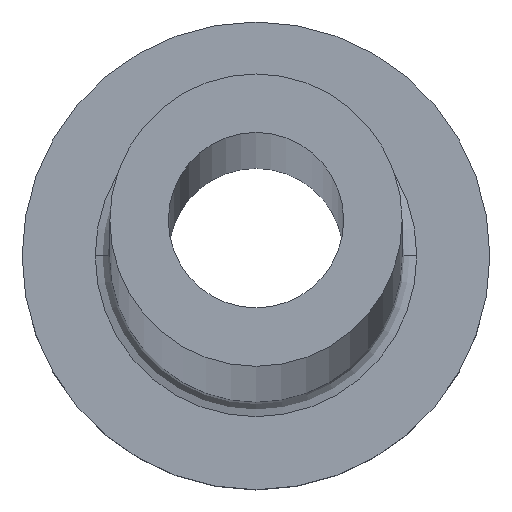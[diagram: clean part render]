
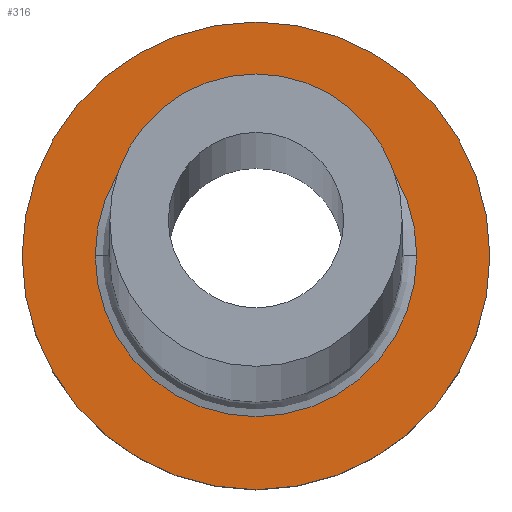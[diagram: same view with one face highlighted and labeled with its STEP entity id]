
A CAD part, top view. The second image highlights one B-rep face of the part: STEP entity #316.
In plain terms, the highlighted planar face has unit normal (0, 0, 1).
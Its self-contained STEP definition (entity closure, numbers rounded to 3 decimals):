
#2 = AXIS2_PLACEMENT_3D ( 'NONE', #298, #148, #138 ) ;
#5 = DIRECTION ( 'NONE',  ( 0., 0., -1. ) ) ;
#14 = EDGE_CURVE ( 'NONE', #303, #293, #174, .T. ) ;
#26 = CIRCLE ( 'NONE', #279, 8. ) ;
#31 = VERTEX_POINT ( 'NONE', #296 ) ;
#36 = DIRECTION ( 'NONE',  ( 1., 0., 0. ) ) ;
#38 = CIRCLE ( 'NONE', #312, 5.5 ) ;
#40 = CARTESIAN_POINT ( 'NONE',  ( -5.5, 0., 5. ) ) ;
#44 = CARTESIAN_POINT ( 'NONE',  ( -8., 0., 5. ) ) ;
#54 = EDGE_CURVE ( 'NONE', #293, #303, #26, .T. ) ;
#64 = ORIENTED_EDGE ( 'NONE', *, *, #14, .T. ) ;
#72 = FACE_OUTER_BOUND ( 'NONE', #347, .T. ) ;
#79 = ORIENTED_EDGE ( 'NONE', *, *, #54, .T. ) ;
#84 = DIRECTION ( 'NONE',  ( 0., 0., 1. ) ) ;
#107 = CARTESIAN_POINT ( 'NONE',  ( 0., 0., 5. ) ) ;
#108 = CIRCLE ( 'NONE', #2, 5.5 ) ;
#113 = DIRECTION ( 'NONE',  ( 1., 0., 0. ) ) ;
#131 = FACE_BOUND ( 'NONE', #150, .T. ) ;
#134 = EDGE_CURVE ( 'NONE', #197, #31, #108, .T. ) ;
#138 = DIRECTION ( 'NONE',  ( 1., 0., 0. ) ) ;
#145 = DIRECTION ( 'NONE',  ( 0., 0., 1. ) ) ;
#148 = DIRECTION ( 'NONE',  ( 0., 0., -1. ) ) ;
#150 = EDGE_LOOP ( 'NONE', ( #230, #209 ) ) ;
#162 = CARTESIAN_POINT ( 'NONE',  ( 0., 0., 5. ) ) ;
#170 = AXIS2_PLACEMENT_3D ( 'NONE', #107, #145, #113 ) ;
#174 = CIRCLE ( 'NONE', #170, 8. ) ;
#195 = CARTESIAN_POINT ( 'NONE',  ( 0., 0., 5. ) ) ;
#197 = VERTEX_POINT ( 'NONE', #40 ) ;
#209 = ORIENTED_EDGE ( 'NONE', *, *, #134, .T. ) ;
#212 = PLANE ( 'NONE',  #260 ) ;
#230 = ORIENTED_EDGE ( 'NONE', *, *, #295, .T. ) ;
#249 = CARTESIAN_POINT ( 'NONE',  ( 0., 0., 5. ) ) ;
#260 = AXIS2_PLACEMENT_3D ( 'NONE', #249, #361, #339 ) ;
#279 = AXIS2_PLACEMENT_3D ( 'NONE', #195, #84, #321 ) ;
#281 = CARTESIAN_POINT ( 'NONE',  ( 8., 0., 5. ) ) ;
#293 = VERTEX_POINT ( 'NONE', #44 ) ;
#295 = EDGE_CURVE ( 'NONE', #31, #197, #38, .T. ) ;
#296 = CARTESIAN_POINT ( 'NONE',  ( 5.5, 0., 5. ) ) ;
#298 = CARTESIAN_POINT ( 'NONE',  ( 0., 0., 5. ) ) ;
#303 = VERTEX_POINT ( 'NONE', #281 ) ;
#312 = AXIS2_PLACEMENT_3D ( 'NONE', #162, #5, #36 ) ;
#316 = ADVANCED_FACE ( 'NONE', ( #131, #72 ), #212, .T. ) ;
#321 = DIRECTION ( 'NONE',  ( 1., 0., 0. ) ) ;
#339 = DIRECTION ( 'NONE',  ( 1., 0., 0. ) ) ;
#347 = EDGE_LOOP ( 'NONE', ( #79, #64 ) ) ;
#361 = DIRECTION ( 'NONE',  ( 0., 0., 1. ) ) ;
